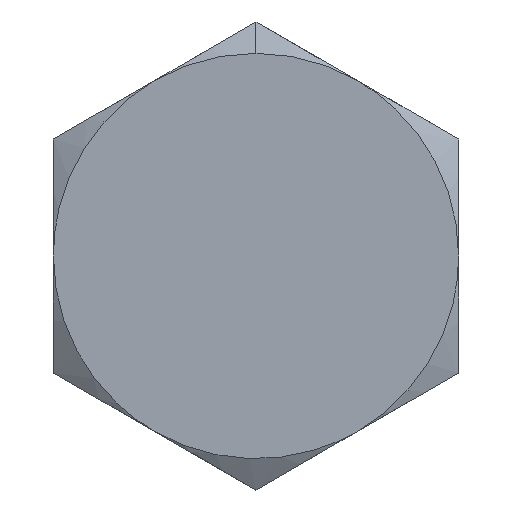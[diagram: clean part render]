
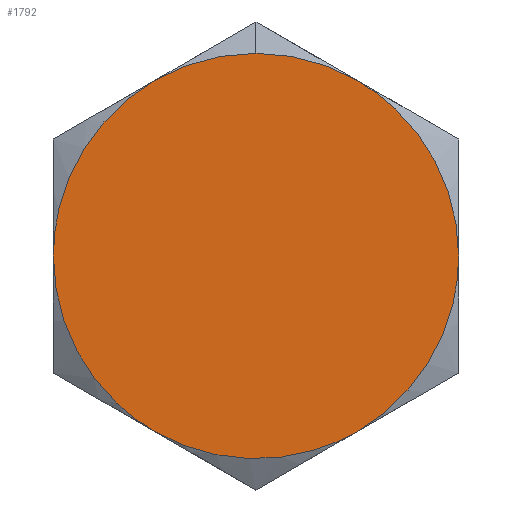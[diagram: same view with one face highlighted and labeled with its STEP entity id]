
A CAD part, front view. The second image highlights one B-rep face of the part: STEP entity #1792.
In plain terms, the highlighted free-form (B-spline) face has degree [1, 1] with [2, 2] control points.
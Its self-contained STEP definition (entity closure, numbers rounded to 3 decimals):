
#24 = CARTESIAN_POINT ( 'NONE',  ( 0., 0.5, 8.5 ) ) ;
#27 = CARTESIAN_POINT ( 'NONE',  ( -3.607, 0.5, -7.733 ) ) ;
#48 = CARTESIAN_POINT ( 'NONE',  ( 4.25, 0.5, 7.361 ) ) ;
#65 = CARTESIAN_POINT ( 'NONE',  ( -4.25, 0.5, -7.361 ) ) ;
#106 = CARTESIAN_POINT ( 'NONE',  ( -7.733, 0.5, 3.607 ) ) ;
#138 = CARTESIAN_POINT ( 'NONE',  ( 6.99, 0.5, 4.893 ) ) ;
#204 = CARTESIAN_POINT ( 'NONE',  ( -6.536, 0.5, -5.485 ) ) ;
#213 = CARTESIAN_POINT ( 'NONE',  ( -8.5, 0.5, -0.743 ) ) ;
#241 = CARTESIAN_POINT ( 'NONE',  ( 3.607, 0.5, 7.733 ) ) ;
#245 = CARTESIAN_POINT ( 'NONE',  ( -1.482, 0.5, -8.403 ) ) ;
#252 = CARTESIAN_POINT ( 'NONE',  ( 1.482, 0.5, -8.403 ) ) ;
#272 = B_SPLINE_CURVE_WITH_KNOTS ( 'NONE', 3,
 ( #414, #991, #796, #2671, #2664, #2641, #1020, #1184, #1196, #2452 ),
 .UNSPECIFIED., .F., .F.,
 ( 4, 2, 2, 2, 4 ),
 ( 0., 0.262, 0.524, 0.785, 1.047 ),
 .UNSPECIFIED. ) ;
#285 = B_SPLINE_CURVE_WITH_KNOTS ( 'NONE', 3,
 ( #2058, #213, #2040, #797, #1625, #416, #204, #1839, #1433, #2473 ),
 .UNSPECIFIED., .F., .F.,
 ( 4, 2, 2, 2, 4 ),
 ( 0., 0.262, 0.524, 0.785, 1.047 ),
 .UNSPECIFIED. ) ;
#323 = CARTESIAN_POINT ( 'NONE',  ( -8.018, 0.5, 2.917 ) ) ;
#344 = CARTESIAN_POINT ( 'NONE',  ( -8.403, 0.5, 1.482 ) ) ;
#359 = CARTESIAN_POINT ( 'NONE',  ( 4.893, 0.5, 6.99 ) ) ;
#414 = CARTESIAN_POINT ( 'NONE',  ( 4.25, 0.5, -7.361 ) ) ;
#416 = CARTESIAN_POINT ( 'NONE',  ( -6.99, 0.5, -4.893 ) ) ;
#430 = EDGE_LOOP ( 'NONE', ( #2492, #2550, #1234, #1245, #1734, #2077, #2335 ) ) ;
#519 = CARTESIAN_POINT ( 'NONE',  ( -8.5, 0.5, 0. ) ) ;
#545 = CARTESIAN_POINT ( 'NONE',  ( -5.485, 0.5, 6.536 ) ) ;
#548 = CARTESIAN_POINT ( 'NONE',  ( 8.5, 0.5, 0. ) ) ;
#571 = B_SPLINE_CURVE_WITH_KNOTS ( 'NONE', 3,
 ( #65, #27, #1461, #245, #2112, #1900, #252, #1678, #1892, #2328 ),
 .UNSPECIFIED., .F., .F.,
 ( 4, 2, 2, 2, 4 ),
 ( 0., 0.262, 0.524, 0.785, 1.047 ),
 .UNSPECIFIED. ) ;
#697 = CARTESIAN_POINT ( 'NONE',  ( -8.602, 0.5, -8.602 ) ) ;
#742 = CARTESIAN_POINT ( 'NONE',  ( 8.5, 0.5, 0.743 ) ) ;
#749 = EDGE_CURVE ( 'NONE', #2376, #1315, #571, .T. ) ;
#756 = VERTEX_POINT ( 'NONE', #1056 ) ;
#788 = CARTESIAN_POINT ( 'NONE',  ( -3.607, 0.5, 7.733 ) ) ;
#796 = CARTESIAN_POINT ( 'NONE',  ( 5.485, 0.5, -6.536 ) ) ;
#797 = CARTESIAN_POINT ( 'NONE',  ( -8.018, 0.5, -2.917 ) ) ;
#910 = CARTESIAN_POINT ( 'NONE',  ( 8.602, 0.5, -8.602 ) ) ;
#925 = CARTESIAN_POINT ( 'NONE',  ( -4.25, 0.5, -7.361 ) ) ;
#942 = CARTESIAN_POINT ( 'NONE',  ( -8.602, 0.5, 8.602 ) ) ;
#948 = CARTESIAN_POINT ( 'NONE',  ( 5.485, 0.5, 6.536 ) ) ;
#951 = B_SPLINE_CURVE_WITH_KNOTS ( 'NONE', 3,
 ( #1116, #1551, #545, #1978, #1528, #106, #323, #344, #1956, #2185 ),
 .UNSPECIFIED., .F., .F.,
 ( 4, 2, 2, 2, 4 ),
 ( 0., 0.262, 0.524, 0.785, 1.047 ),
 .UNSPECIFIED. ) ;
#963 = CARTESIAN_POINT ( 'NONE',  ( 4.25, 0.5, 7.361 ) ) ;
#991 = CARTESIAN_POINT ( 'NONE',  ( 4.893, 0.5, -6.99 ) ) ;
#1006 = CARTESIAN_POINT ( 'NONE',  ( 4.25, 0.5, -7.361 ) ) ;
#1020 = CARTESIAN_POINT ( 'NONE',  ( 8.018, 0.5, -2.917 ) ) ;
#1034 = VERTEX_POINT ( 'NONE', #48 ) ;
#1056 = CARTESIAN_POINT ( 'NONE',  ( -4.25, 0.5, 7.361 ) ) ;
#1102 = EDGE_CURVE ( 'NONE', #756, #2619, #951, .T. ) ;
#1116 = CARTESIAN_POINT ( 'NONE',  ( -4.25, 0.5, 7.361 ) ) ;
#1137 = B_SPLINE_CURVE_WITH_KNOTS ( 'NONE', 3,
 ( #1623, #2459, #1615, #1826, #788, #2655 ),
 .UNSPECIFIED., .F., .F.,
 ( 4, 2, 4 ),
 ( 0., 0.262, 0.524 ),
 .UNSPECIFIED. ) ;
#1155 = CARTESIAN_POINT ( 'NONE',  ( 7.733, 0.5, 3.607 ) ) ;
#1184 = CARTESIAN_POINT ( 'NONE',  ( 8.403, 0.5, -1.482 ) ) ;
#1196 = CARTESIAN_POINT ( 'NONE',  ( 8.5, 0.5, -0.743 ) ) ;
#1234 = ORIENTED_EDGE ( 'NONE', *, *, #1856, .T. ) ;
#1245 = ORIENTED_EDGE ( 'NONE', *, *, #2106, .T. ) ;
#1277 = FACE_OUTER_BOUND ( 'NONE', #430, .T. ) ;
#1283 = EDGE_CURVE ( 'NONE', #1406, #756, #1137, .T. ) ;
#1315 = VERTEX_POINT ( 'NONE', #1006 ) ;
#1346 = B_SPLINE_CURVE_WITH_KNOTS ( 'NONE', 3,
 ( #2064, #241, #1650, #1447, #2282, #24 ),
 .UNSPECIFIED., .F., .F.,
 ( 4, 2, 4 ),
 ( 0., 0.262, 0.524 ),
 .UNSPECIFIED. ) ;
#1396 = CARTESIAN_POINT ( 'NONE',  ( 8.5, 0.5, 0. ) ) ;
#1406 = VERTEX_POINT ( 'NONE', #1628 ) ;
#1433 = CARTESIAN_POINT ( 'NONE',  ( -4.893, 0.5, -6.99 ) ) ;
#1447 = CARTESIAN_POINT ( 'NONE',  ( 1.482, 0.5, 8.403 ) ) ;
#1461 = CARTESIAN_POINT ( 'NONE',  ( -2.917, 0.5, -8.018 ) ) ;
#1481 = B_SPLINE_CURVE_WITH_KNOTS ( 'NONE', 3,
 ( #548, #742, #2191, #2001, #1155, #138, #1573, #948, #359, #963 ),
 .UNSPECIFIED., .F., .F.,
 ( 4, 2, 2, 2, 4 ),
 ( 0., 0.262, 0.524, 0.785, 1.047 ),
 .UNSPECIFIED. ) ;
#1528 = CARTESIAN_POINT ( 'NONE',  ( -6.99, 0.5, 4.893 ) ) ;
#1551 = CARTESIAN_POINT ( 'NONE',  ( -4.893, 0.5, 6.99 ) ) ;
#1568 = EDGE_CURVE ( 'NONE', #1315, #2588, #272, .T. ) ;
#1573 = CARTESIAN_POINT ( 'NONE',  ( 6.536, 0.5, 5.485 ) ) ;
#1615 = CARTESIAN_POINT ( 'NONE',  ( -1.482, 0.5, 8.403 ) ) ;
#1623 = CARTESIAN_POINT ( 'NONE',  ( 0., 0.5, 8.5 ) ) ;
#1625 = CARTESIAN_POINT ( 'NONE',  ( -7.733, 0.5, -3.607 ) ) ;
#1628 = CARTESIAN_POINT ( 'NONE',  ( 0., 0.5, 8.5 ) ) ;
#1650 = CARTESIAN_POINT ( 'NONE',  ( 2.917, 0.5, 8.018 ) ) ;
#1678 = CARTESIAN_POINT ( 'NONE',  ( 2.917, 0.5, -8.018 ) ) ;
#1734 = ORIENTED_EDGE ( 'NONE', *, *, #1283, .T. ) ;
#1792 = ADVANCED_FACE ( 'NONE', ( #1277 ), #2218, .T. ) ;
#1826 = CARTESIAN_POINT ( 'NONE',  ( -2.917, 0.5, 8.018 ) ) ;
#1839 = CARTESIAN_POINT ( 'NONE',  ( -5.485, 0.5, -6.536 ) ) ;
#1856 = EDGE_CURVE ( 'NONE', #2588, #1034, #1481, .T. ) ;
#1892 = CARTESIAN_POINT ( 'NONE',  ( 3.607, 0.5, -7.733 ) ) ;
#1900 = CARTESIAN_POINT ( 'NONE',  ( 0.743, 0.5, -8.5 ) ) ;
#1937 = CARTESIAN_POINT ( 'NONE',  ( 8.602, 0.5, 8.602 ) ) ;
#1956 = CARTESIAN_POINT ( 'NONE',  ( -8.5, 0.5, 0.743 ) ) ;
#1978 = CARTESIAN_POINT ( 'NONE',  ( -6.536, 0.5, 5.485 ) ) ;
#1995 = EDGE_CURVE ( 'NONE', #2619, #2376, #285, .T. ) ;
#2001 = CARTESIAN_POINT ( 'NONE',  ( 8.018, 0.5, 2.917 ) ) ;
#2040 = CARTESIAN_POINT ( 'NONE',  ( -8.403, 0.5, -1.482 ) ) ;
#2058 = CARTESIAN_POINT ( 'NONE',  ( -8.5, 0.5, 0. ) ) ;
#2064 = CARTESIAN_POINT ( 'NONE',  ( 4.25, 0.5, 7.361 ) ) ;
#2077 = ORIENTED_EDGE ( 'NONE', *, *, #1102, .T. ) ;
#2106 = EDGE_CURVE ( 'NONE', #1034, #1406, #1346, .T. ) ;
#2112 = CARTESIAN_POINT ( 'NONE',  ( -0.743, 0.5, -8.5 ) ) ;
#2185 = CARTESIAN_POINT ( 'NONE',  ( -8.5, 0.5, 0. ) ) ;
#2191 = CARTESIAN_POINT ( 'NONE',  ( 8.403, 0.5, 1.482 ) ) ;
#2218 = B_SPLINE_SURFACE_WITH_KNOTS ( 'NONE', 1, 1, ( 
 ( #942, #1937 ),
 ( #697, #910 ) ),
 .UNSPECIFIED., .F., .F., .F.,
 ( 2, 2 ),
 ( 2, 2 ),
 ( 0., 1. ),
 ( 0., 1. ),
 .UNSPECIFIED. ) ;
#2282 = CARTESIAN_POINT ( 'NONE',  ( 0.743, 0.5, 8.5 ) ) ;
#2328 = CARTESIAN_POINT ( 'NONE',  ( 4.25, 0.5, -7.361 ) ) ;
#2335 = ORIENTED_EDGE ( 'NONE', *, *, #1995, .T. ) ;
#2376 = VERTEX_POINT ( 'NONE', #925 ) ;
#2452 = CARTESIAN_POINT ( 'NONE',  ( 8.5, 0.5, 0. ) ) ;
#2459 = CARTESIAN_POINT ( 'NONE',  ( -0.743, 0.5, 8.5 ) ) ;
#2473 = CARTESIAN_POINT ( 'NONE',  ( -4.25, 0.5, -7.361 ) ) ;
#2492 = ORIENTED_EDGE ( 'NONE', *, *, #749, .T. ) ;
#2550 = ORIENTED_EDGE ( 'NONE', *, *, #1568, .T. ) ;
#2588 = VERTEX_POINT ( 'NONE', #1396 ) ;
#2619 = VERTEX_POINT ( 'NONE', #519 ) ;
#2641 = CARTESIAN_POINT ( 'NONE',  ( 7.733, 0.5, -3.607 ) ) ;
#2655 = CARTESIAN_POINT ( 'NONE',  ( -4.25, 0.5, 7.361 ) ) ;
#2664 = CARTESIAN_POINT ( 'NONE',  ( 6.99, 0.5, -4.893 ) ) ;
#2671 = CARTESIAN_POINT ( 'NONE',  ( 6.536, 0.5, -5.485 ) ) ;
